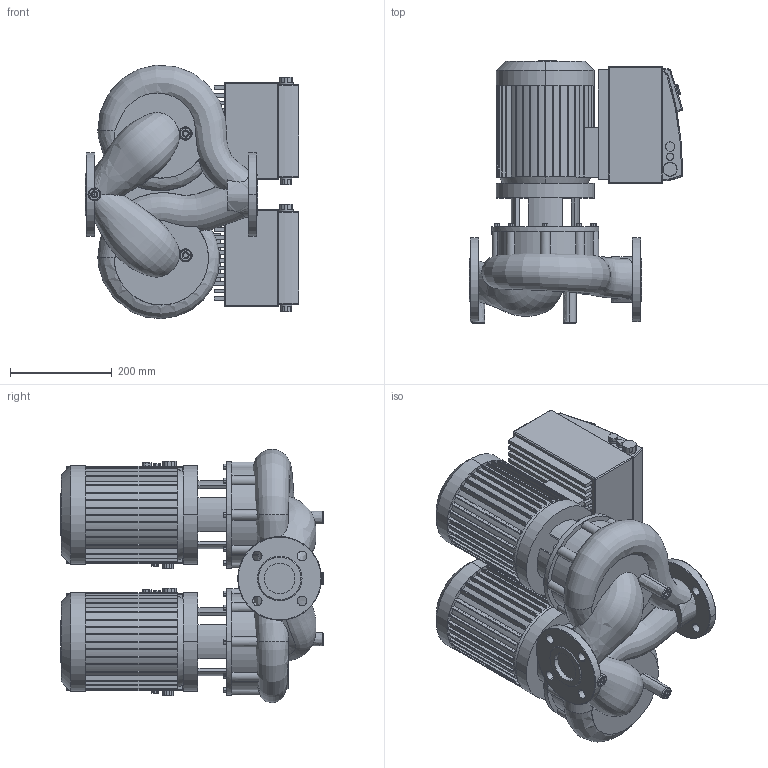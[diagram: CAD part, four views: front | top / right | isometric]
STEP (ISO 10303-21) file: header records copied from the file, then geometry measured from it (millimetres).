
FILE_DESCRIPTION((''),'2;1');
FILE_NAME('3d_DP-E50_140-3_2-R1-IE4-2159011.stp','2016-08-05T07:35:38',(''),(''),'Mechanical Desktop 2009','Mechanical Desktop 2009',', , ');
FILE_SCHEMA(('CONFIG_CONTROL_DESIGN'));
Length unit declared in the file: millimetre
Products named in the file (1): Product
Bounding box: 421 x 517.5 x 499.42 mm (x, y, z)
Volume: 41556160.2 mm3; surface area: 2166096.2 mm2
Topology: 21 solids, 21 shells, 1446 faces, 3754 edges, 2397 vertices
Faces by surface type: plane 776, bspline 306, cylinder 302, sphere 36, torus 16, cone 10
Entity records: 61153 total; most frequent: CARTESIAN_POINT 26143, ORIENTED_EDGE 7428, DIRECTION 6982, EDGE_CURVE 3714, VERTEX_POINT 2395, VECTOR 2394, LINE 2394, AXIS2_PLACEMENT_3D 2294
